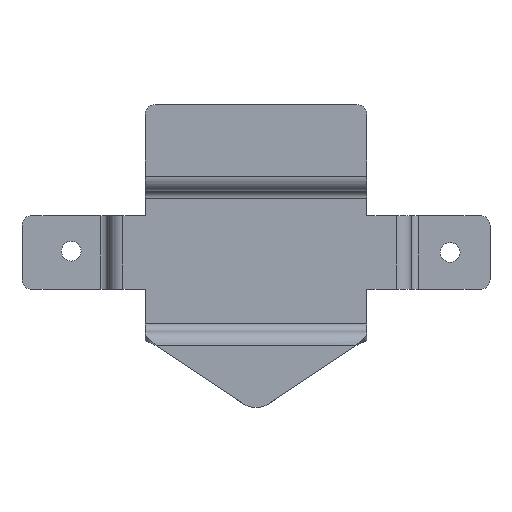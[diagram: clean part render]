
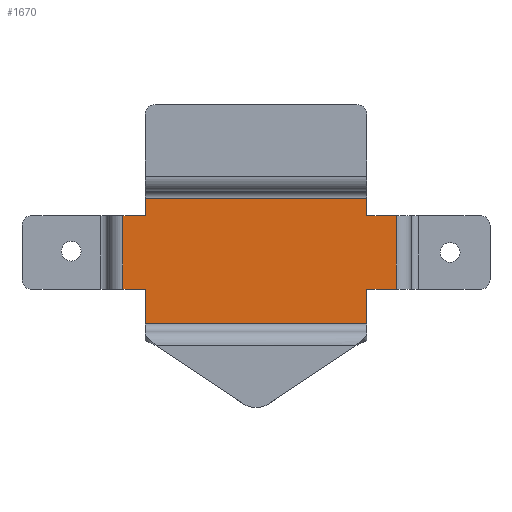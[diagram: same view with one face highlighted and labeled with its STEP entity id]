
A CAD part, top view. The second image highlights one B-rep face of the part: STEP entity #1670.
In plain terms, the highlighted planar face has unit normal (0, 0, 1).
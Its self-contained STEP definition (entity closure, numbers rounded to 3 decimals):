
#62=DIRECTION('',(0.,-1.,0.));
#63=VECTOR('',#62,6.931);
#64=CARTESIAN_POINT('',(45.,86.931,26.));
#65=LINE('',#64,#63);
#233=DIRECTION('',(1.,0.,0.));
#234=VECTOR('',#233,90.);
#235=CARTESIAN_POINT('',(-45.,86.931,26.));
#236=LINE('',#235,#234);
#247=DIRECTION('',(-1.,0.,0.));
#248=VECTOR('',#247,12.);
#249=CARTESIAN_POINT('',(57.,80.,26.));
#250=LINE('',#249,#248);
#254=DIRECTION('',(1.,0.,0.));
#255=VECTOR('',#254,12.);
#256=CARTESIAN_POINT('',(45.,50.073,26.));
#257=LINE('',#256,#255);
#261=DIRECTION('',(0.,1.,0.));
#262=VECTOR('',#261,14.);
#263=CARTESIAN_POINT('',(45.,36.073,26.));
#264=LINE('',#263,#262);
#268=DIRECTION('',(0.,-1.,0.));
#269=VECTOR('',#268,14.);
#270=CARTESIAN_POINT('',(-45.,50.073,26.));
#271=LINE('',#270,#269);
#275=DIRECTION('',(1.,0.,0.));
#276=VECTOR('',#275,9.);
#277=CARTESIAN_POINT('',(-54.,50.073,26.));
#278=LINE('',#277,#276);
#282=DIRECTION('',(-1.,0.,0.));
#283=VECTOR('',#282,9.);
#284=CARTESIAN_POINT('',(-45.,80.,26.));
#285=LINE('',#284,#283);
#289=DIRECTION('',(0.,-1.,0.));
#290=VECTOR('',#289,6.931);
#291=CARTESIAN_POINT('',(-45.,86.931,26.));
#292=LINE('',#291,#290);
#811=DIRECTION('',(0.,1.,0.));
#812=VECTOR('',#811,29.927);
#813=CARTESIAN_POINT('',(-54.,50.073,26.));
#814=LINE('',#813,#812);
#1057=DIRECTION('',(-1.,0.,0.));
#1058=VECTOR('',#1057,90.);
#1059=CARTESIAN_POINT('',(45.,36.073,26.));
#1060=LINE('',#1059,#1058);
#1201=DIRECTION('',(0.,-1.,0.));
#1202=VECTOR('',#1201,29.927);
#1203=CARTESIAN_POINT('',(57.,80.,26.));
#1204=LINE('',#1203,#1202);
#1291=CARTESIAN_POINT('',(45.,80.,26.));
#1293=VERTEX_POINT('',#1291);
#1303=CARTESIAN_POINT('',(-45.,86.931,26.));
#1304=CARTESIAN_POINT('',(45.,86.931,26.));
#1305=VERTEX_POINT('',#1303);
#1306=VERTEX_POINT('',#1304);
#1357=CARTESIAN_POINT('',(45.,36.073,26.));
#1359=VERTEX_POINT('',#1357);
#1401=CARTESIAN_POINT('',(-54.,50.073,26.));
#1402=CARTESIAN_POINT('',(-45.,50.073,26.));
#1403=VERTEX_POINT('',#1401);
#1404=VERTEX_POINT('',#1402);
#1406=CARTESIAN_POINT('',(57.,50.073,26.));
#1408=VERTEX_POINT('',#1406);
#1411=CARTESIAN_POINT('',(57.,80.,26.));
#1412=VERTEX_POINT('',#1411);
#1440=CARTESIAN_POINT('',(-54.,80.,26.));
#1442=VERTEX_POINT('',#1440);
#1445=CARTESIAN_POINT('',(45.,50.073,26.));
#1446=VERTEX_POINT('',#1445);
#1467=CARTESIAN_POINT('',(-45.,80.,26.));
#1468=VERTEX_POINT('',#1467);
#1469=CARTESIAN_POINT('',(-45.,36.073,26.));
#1470=VERTEX_POINT('',#1469);
#1642=CARTESIAN_POINT('',(0.,0.,26.));
#1643=DIRECTION('',(0.,0.,1.));
#1644=DIRECTION('',(1.,0.,0.));
#1645=AXIS2_PLACEMENT_3D('',#1642,#1643,#1644);
#1646=PLANE('',#1645);
#1647=ORIENTED_EDGE('',*,*,#1506,.T.);
#1649=ORIENTED_EDGE('',*,*,#1648,.F.);
#1651=ORIENTED_EDGE('',*,*,#1650,.T.);
#1653=ORIENTED_EDGE('',*,*,#1652,.F.);
#1655=ORIENTED_EDGE('',*,*,#1654,.F.);
#1657=ORIENTED_EDGE('',*,*,#1656,.T.);
#1659=ORIENTED_EDGE('',*,*,#1658,.F.);
#1661=ORIENTED_EDGE('',*,*,#1660,.F.);
#1663=ORIENTED_EDGE('',*,*,#1662,.T.);
#1665=ORIENTED_EDGE('',*,*,#1664,.F.);
#1666=ORIENTED_EDGE('',*,*,#1611,.F.);
#1667=ORIENTED_EDGE('',*,*,#1634,.T.);
#1668=EDGE_LOOP('',(#1647,#1649,#1651,#1653,#1655,#1657,#1659,#1661,#1663,#1665,
#1666,#1667));
#1669=FACE_OUTER_BOUND('',#1668,.F.);
#1506=EDGE_CURVE('',#1306,#1293,#65,.T.);
#1611=EDGE_CURVE('',#1305,#1468,#292,.T.);
#1634=EDGE_CURVE('',#1305,#1306,#236,.T.);
#1648=EDGE_CURVE('',#1412,#1293,#250,.T.);
#1650=EDGE_CURVE('',#1412,#1408,#1204,.T.);
#1652=EDGE_CURVE('',#1446,#1408,#257,.T.);
#1654=EDGE_CURVE('',#1359,#1446,#264,.T.);
#1656=EDGE_CURVE('',#1359,#1470,#1060,.T.);
#1658=EDGE_CURVE('',#1404,#1470,#271,.T.);
#1660=EDGE_CURVE('',#1403,#1404,#278,.T.);
#1662=EDGE_CURVE('',#1403,#1442,#814,.T.);
#1664=EDGE_CURVE('',#1468,#1442,#285,.T.);
#1670=ADVANCED_FACE('',(#1669),#1646,.T.);
